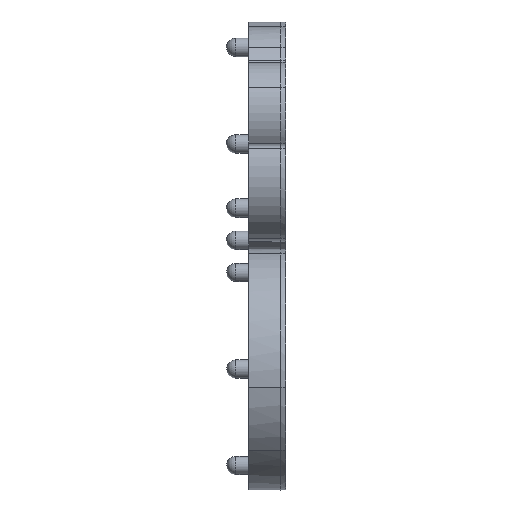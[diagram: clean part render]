
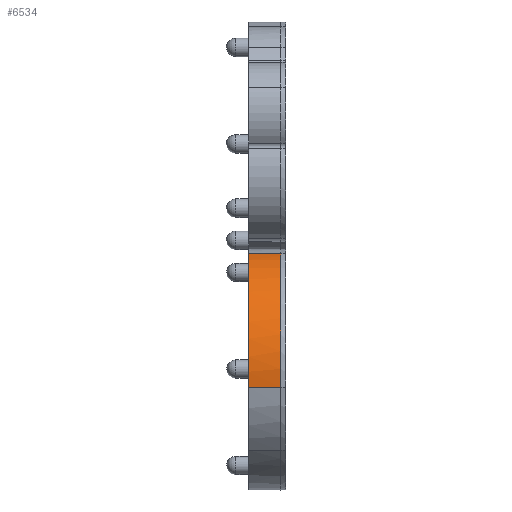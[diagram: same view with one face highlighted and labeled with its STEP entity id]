
A CAD part, left-side view. The second image highlights one B-rep face of the part: STEP entity #6534.
In plain terms, the highlighted free-form (B-spline) face has degree [3, 1] with [4, 2] control points.
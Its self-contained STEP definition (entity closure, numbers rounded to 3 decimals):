
#587=FACE_OUTER_BOUND('',#984,.T.);
#984=EDGE_LOOP('',(#5745,#5746,#5747,#5748));
#1353=LINE('',#12692,#1699);
#1355=LINE('',#12708,#1701);
#1699=VECTOR('',#7330,10.);
#1701=VECTOR('',#7332,10.);
#2242=(
BOUNDED_CURVE()
B_SPLINE_CURVE(3,(#12267,#12268,#12269,#12270),.UNSPECIFIED.,.F.,.F.)
B_SPLINE_CURVE_WITH_KNOTS((4,4),(0.,1.),.UNSPECIFIED.)
CURVE()
GEOMETRIC_REPRESENTATION_ITEM()
RATIONAL_B_SPLINE_CURVE((1.,1.,1.,1.))
REPRESENTATION_ITEM('')
);
#2272=(
BOUNDED_CURVE()
B_SPLINE_CURVE(3,(#12709,#12710,#12711,#12712),.UNSPECIFIED.,.F.,.F.)
B_SPLINE_CURVE_WITH_KNOTS((4,4),(-1.,0.),.UNSPECIFIED.)
CURVE()
GEOMETRIC_REPRESENTATION_ITEM()
RATIONAL_B_SPLINE_CURVE((1.,1.,1.,1.))
REPRESENTATION_ITEM('')
);
#2854=VERTEX_POINT('',#12261);
#2855=VERTEX_POINT('',#12266);
#2899=VERTEX_POINT('',#12691);
#2901=VERTEX_POINT('',#12707);
#3786=EDGE_CURVE('',#2855,#2854,#2242,.T.);
#3865=EDGE_CURVE('',#2855,#2899,#1353,.T.);
#3868=EDGE_CURVE('',#2854,#2901,#1355,.T.);
#3869=EDGE_CURVE('',#2901,#2899,#2272,.T.);
#5745=ORIENTED_EDGE('',*,*,#3786,.T.);
#5746=ORIENTED_EDGE('',*,*,#3868,.T.);
#5747=ORIENTED_EDGE('',*,*,#3869,.T.);
#5748=ORIENTED_EDGE('',*,*,#3865,.F.);
#6191=(
BOUNDED_SURFACE()
B_SPLINE_SURFACE(3,1,((#12699,#12700),(#12701,#12702),(#12703,#12704),(#12705,
#12706)),.UNSPECIFIED.,.F.,.F.,.F.)
B_SPLINE_SURFACE_WITH_KNOTS((4,4),(2,2),(-1.,0.),(0.,1.),.UNSPECIFIED.)
GEOMETRIC_REPRESENTATION_ITEM()
RATIONAL_B_SPLINE_SURFACE(((1.,1.),(1.,1.),(1.,1.),(1.,1.)))
REPRESENTATION_ITEM('')
SURFACE()
);
#6534=ADVANCED_FACE('',(#587),#6191,.F.);
#7330=DIRECTION('',(0.,1.,0.));
#7332=DIRECTION('',(0.,1.,0.));
#12261=CARTESIAN_POINT('',(31.196,111.,87.878));
#12266=CARTESIAN_POINT('',(4.275,111.,46.37));
#12267=CARTESIAN_POINT('Ctrl Pts',(4.275,111.,46.37));
#12268=CARTESIAN_POINT('Ctrl Pts',(1.399,111.,65.584));
#12269=CARTESIAN_POINT('Ctrl Pts',(13.636,111.,82.98));
#12270=CARTESIAN_POINT('Ctrl Pts',(31.196,111.,87.878));
#12691=CARTESIAN_POINT('',(4.275,121.,46.37));
#12692=CARTESIAN_POINT('',(4.275,111.,46.37));
#12699=CARTESIAN_POINT('Ctrl Pts',(31.196,111.,87.878));
#12700=CARTESIAN_POINT('Ctrl Pts',(31.196,121.,87.878));
#12701=CARTESIAN_POINT('Ctrl Pts',(13.636,111.,82.98));
#12702=CARTESIAN_POINT('Ctrl Pts',(13.636,121.,82.98));
#12703=CARTESIAN_POINT('Ctrl Pts',(1.399,111.,65.584));
#12704=CARTESIAN_POINT('Ctrl Pts',(1.399,121.,65.584));
#12705=CARTESIAN_POINT('Ctrl Pts',(4.275,111.,46.37));
#12706=CARTESIAN_POINT('Ctrl Pts',(4.275,121.,46.37));
#12707=CARTESIAN_POINT('',(31.196,121.,87.878));
#12708=CARTESIAN_POINT('',(31.196,111.,87.878));
#12709=CARTESIAN_POINT('Ctrl Pts',(31.196,121.,87.878));
#12710=CARTESIAN_POINT('Ctrl Pts',(13.636,121.,82.98));
#12711=CARTESIAN_POINT('Ctrl Pts',(1.399,121.,65.584));
#12712=CARTESIAN_POINT('Ctrl Pts',(4.275,121.,46.37));
